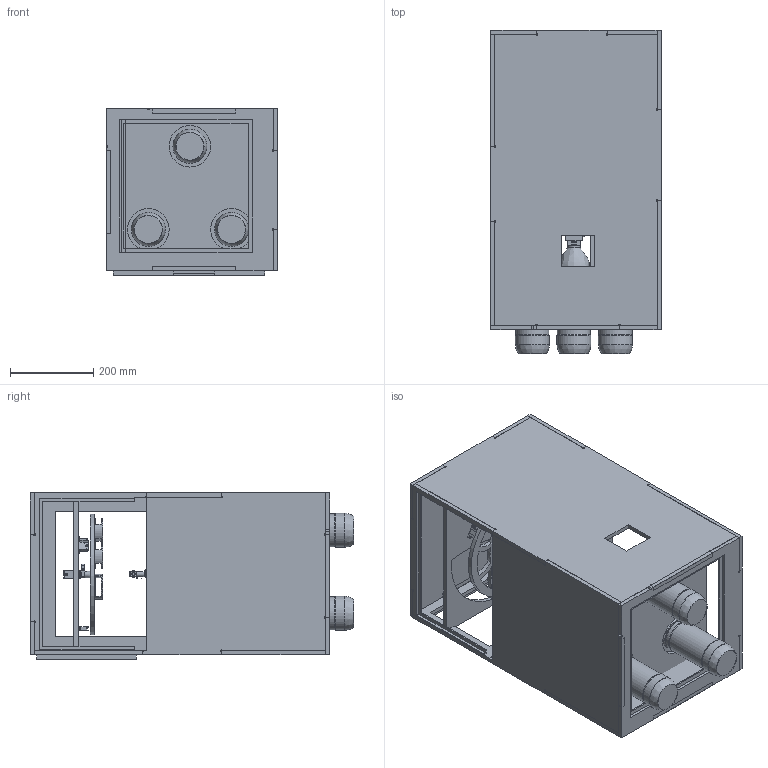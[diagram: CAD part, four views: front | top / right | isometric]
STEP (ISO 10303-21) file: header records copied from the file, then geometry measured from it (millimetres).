
FILE_DESCRIPTION(/* description */ (''),/* implementation_level */ '2;1');
FILE_NAME(/* name */ '1.step',/* time_stamp */ '2025-02-10T20:31:16+03:00',/* author */ (''),/* organization */ (''),/* preprocessor_version */ 'ST-DEVELOPER v20',/* originating_system */ 'Autodesk Translation Framework v13.20.0.188',/* authorisation */ '');
FILE_SCHEMA (('AUTOMOTIVE_DESIGN { 1 0 10303 214 3 1 1 }'));
Products named in the file (46): Untitled kindom; Component1; Component2; Component3; Component8; Component9; Component11; Component12; Component13; Component14; Component15; Component21; Component22; Component23; Component24; Component25; Component31; MG995; Tower Pro MG 996R Servomotor; Untitled; Untitled_1; Untitled_2; PeristalticPump; ImpellerAssembly; 623zz; 623zz_1; 623zz_2; PeristalticPump_1; ImpellerAssembly_1; 623zz_3; 623zz_4; 623zz_5; PeristalticPump_2; MOTOR; Case; ImpellerAssembly_2; Impeller; 623zz_6; 623zz_7; 623zz_8 ...
Assembly tree (92 placements, depth 5):
  Untitled kindom
    Component1
    Component2
    Component3
    Component8
    Component9
    Component11
    Component12
    Component13
    Component14
    Component15
    Component21
    Component22
    Component23
    Component24
    Component25
    Component31
    Untitled  x3
    MG995  x2
    Tower Pro MG 996R Servomotor
    Untitled_1  x4
    Untitled_2  x6
    PeristalticPump
      MOTOR
      Case
      ImpellerAssembly
        Impeller
        623zz
          Pad001
          Pad002
          Chamfer
        623zz_1
          Pad001
          Pad002
          Chamfer
        623zz_2
          Pad001
          Pad002
          Chamfer
      Hose
    PeristalticPump_1
      MOTOR
      Case
      ImpellerAssembly_1
        Impeller
        623zz_3
          Pad001
          Pad002
          Chamfer
        623zz_4
          Pad001
          Pad002
          Chamfer
        623zz_5
          Pad001
          Pad002
          Chamfer
      Hose
    PeristalticPump_2
      MOTOR
Bounding box: 410 x 778 x 400 mm (x, y, z)
Volume: 14651484.6 mm3; surface area: 3960799.4 mm2
Topology: 153 solids, 153 shells, 3359 faces, 8564 edges, 5561 vertices
Faces by surface type: plane 1918, cylinder 674, bspline 610, cone 110, torus 47
Full cylindrical faces by diameter (mm): 1 x2, 2.459 x12, 2.5 x8, 3 x21, 3.2 x8, 3.6 x12, 4 x30, 4.5 x3, 4.526 x2, 4.6 x6, 4.7 x4, 4.721 x2, 5 x51, 5.5 x1, 6 x3, 6.5 x2, 8 x18, 8.3 x3, 8.7 x3, 9.9 x1, 10 x10, 11 x11, 12 x3, 13 x2, 15 x1, 19.2 x3, 22 x3, 23 x3, 24.57 x9, 25.456 x3
Entity records: 58094 total; most frequent: CARTESIAN_POINT 15936, ORIENTED_EDGE 8836, DIRECTION 7637, EDGE_CURVE 4418, LINE 3035, VECTOR 3035, VERTEX_POINT 2898, AXIS2_PLACEMENT_3D 2301
